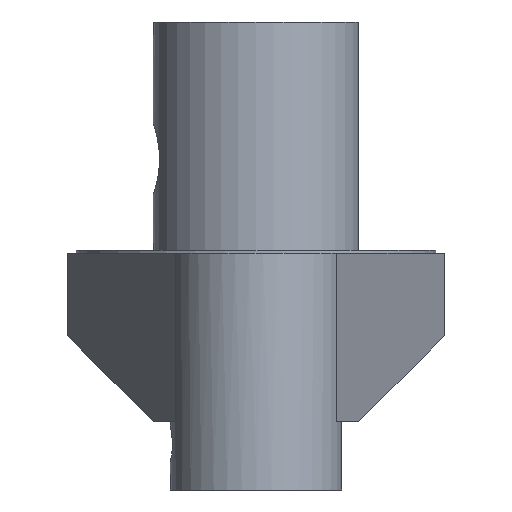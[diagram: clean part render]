
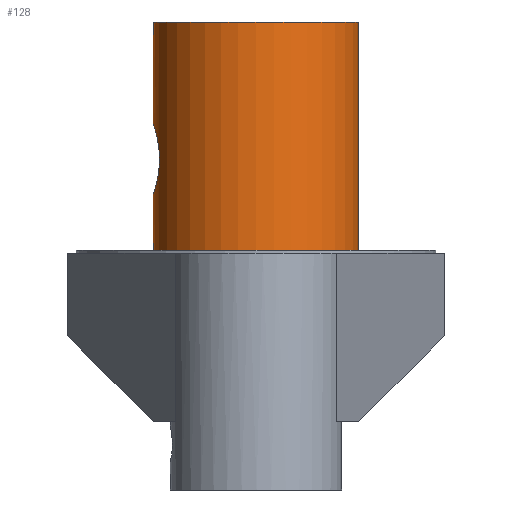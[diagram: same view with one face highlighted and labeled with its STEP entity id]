
A CAD part, left-side view. The second image highlights one B-rep face of the part: STEP entity #128.
In plain terms, the highlighted cylindrical face has radius 18 mm (diameter 36 mm), a full revolution.
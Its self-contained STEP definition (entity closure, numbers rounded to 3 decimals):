
#104=EDGE_CURVE('240[2]',#306,#307,#308,.T.);
#112=EDGE_CURVE('240[2]',#307,#306,#319,.T.);
#118=EDGE_CURVE('240[2]',#329,#329,#330,.T.);
#128=ADVANCED_FACE('240[2]',(#344,#345,#346),#347,.T.);
#245=EDGE_CURVE('240[2]',#509,#509,#510,.T.);
#306=VERTEX_POINT('',#582);
#307=VERTEX_POINT('',#583);
#308=B_SPLINE_CURVE_WITH_KNOTS('',3,(#584,#585,#586,#587,#588,#589,#590,#591,#592,#593,#594,#595,#596,#597,#598,#599,#600,#601,#602,#603,#604,#605,#606,#607,#608,#609,#610,#611,#612,#613,#614,#615,#616,#617,#618),.UNSPECIFIED.,.F.,.F.,(4,2,2,2,2,2,2,2,3,2,2,2,2,2,2,2,4),(28.045,29.214,30.382,31.55,32.719,33.887,35.056,36.225,37.394,38.563,39.732,40.901,42.069,43.238,44.406,45.574,46.742),.UNSPECIFIED.);
#319=B_SPLINE_CURVE_WITH_KNOTS('',3,(#632,#633,#634,#635,#636,#637,#638,#639,#640,#641,#642,#643,#644,#645,#646,#647,#648,#649,#650,#651,#652,#653,#654,#655,#656,#657,#658,#659,#660,#661,#662,#663,#664,#665),.UNSPECIFIED.,.F.,.F.,(4,2,2,2,2,2,2,2,2,2,2,2,2,2,2,2,4),(9.348,10.517,11.685,12.853,14.022,15.19,16.359,17.528,18.697,19.866,21.035,22.204,23.372,24.541,25.709,26.877,28.045),.UNSPECIFIED.);
#329=VERTEX_POINT('',#679);
#330=CIRCLE('',#680,18.0);
#344=FACE_BOUND('',#699,.T.);
#345=FACE_BOUND('',#700,.T.);
#346=FACE_BOUND('',#701,.T.);
#347=CYLINDRICAL_SURFACE('',#702,18.0);
#509=VERTEX_POINT('',#1192);
#510=CIRCLE('',#1193,18.0);
#582=CARTESIAN_POINT('',(0.,18.0,9.85));
#583=CARTESIAN_POINT('',(0.,18.0,22.15));
#584=CARTESIAN_POINT('',(0.,18.0,9.85));
#585=CARTESIAN_POINT('',(0.389,18.0,9.85));
#586=CARTESIAN_POINT('',(0.791,17.987,9.888));
#587=CARTESIAN_POINT('',(1.588,17.934,10.045));
#588=CARTESIAN_POINT('',(1.984,17.894,10.164));
#589=CARTESIAN_POINT('',(2.741,17.794,10.479));
#590=CARTESIAN_POINT('',(3.103,17.734,10.675));
#591=CARTESIAN_POINT('',(3.771,17.604,11.125));
#592=CARTESIAN_POINT('',(4.078,17.534,11.38));
#593=CARTESIAN_POINT('',(4.62,17.399,11.923));
#594=CARTESIAN_POINT('',(4.875,17.329,12.229));
#595=CARTESIAN_POINT('',(5.325,17.196,12.898));
#596=CARTESIAN_POINT('',(5.521,17.133,13.26));
#597=CARTESIAN_POINT('',(5.836,17.029,14.016));
#598=CARTESIAN_POINT('',(5.955,16.987,14.411));
#599=CARTESIAN_POINT('',(6.112,16.931,15.209));
#600=CARTESIAN_POINT('',(6.15,16.917,15.61));
#601=CARTESIAN_POINT('',(6.15,16.917,16.0));
#602=CARTESIAN_POINT('',(6.15,16.917,16.39));
#603=CARTESIAN_POINT('',(6.112,16.931,16.791));
#604=CARTESIAN_POINT('',(5.955,16.987,17.589));
#605=CARTESIAN_POINT('',(5.836,17.029,17.984));
#606=CARTESIAN_POINT('',(5.521,17.133,18.74));
#607=CARTESIAN_POINT('',(5.325,17.196,19.102));
#608=CARTESIAN_POINT('',(4.875,17.329,19.771));
#609=CARTESIAN_POINT('',(4.62,17.399,20.077));
#610=CARTESIAN_POINT('',(4.078,17.534,20.62));
#611=CARTESIAN_POINT('',(3.771,17.604,20.875));
#612=CARTESIAN_POINT('',(3.103,17.734,21.325));
#613=CARTESIAN_POINT('',(2.741,17.794,21.521));
#614=CARTESIAN_POINT('',(1.984,17.894,21.836));
#615=CARTESIAN_POINT('',(1.588,17.934,21.955));
#616=CARTESIAN_POINT('',(0.791,17.987,22.112));
#617=CARTESIAN_POINT('',(0.389,18.0,22.15));
#618=CARTESIAN_POINT('',(0.,18.0,22.15));
#632=CARTESIAN_POINT('',(0.,18.0,22.15));
#633=CARTESIAN_POINT('',(-0.389,18.0,22.15));
#634=CARTESIAN_POINT('',(-0.791,17.987,22.112));
#635=CARTESIAN_POINT('',(-1.588,17.934,21.955));
#636=CARTESIAN_POINT('',(-1.984,17.894,21.836));
#637=CARTESIAN_POINT('',(-2.741,17.794,21.521));
#638=CARTESIAN_POINT('',(-3.103,17.734,21.325));
#639=CARTESIAN_POINT('',(-3.771,17.604,20.875));
#640=CARTESIAN_POINT('',(-4.078,17.534,20.62));
#641=CARTESIAN_POINT('',(-4.62,17.399,20.077));
#642=CARTESIAN_POINT('',(-4.875,17.329,19.771));
#643=CARTESIAN_POINT('',(-5.325,17.196,19.102));
#644=CARTESIAN_POINT('',(-5.521,17.133,18.74));
#645=CARTESIAN_POINT('',(-5.836,17.029,17.984));
#646=CARTESIAN_POINT('',(-5.955,16.987,17.589));
#647=CARTESIAN_POINT('',(-6.112,16.931,16.791));
#648=CARTESIAN_POINT('',(-6.15,16.917,16.39));
#649=CARTESIAN_POINT('',(-6.15,16.917,15.61));
#650=CARTESIAN_POINT('',(-6.112,16.931,15.209));
#651=CARTESIAN_POINT('',(-5.955,16.987,14.411));
#652=CARTESIAN_POINT('',(-5.836,17.029,14.016));
#653=CARTESIAN_POINT('',(-5.521,17.133,13.26));
#654=CARTESIAN_POINT('',(-5.325,17.196,12.898));
#655=CARTESIAN_POINT('',(-4.875,17.329,12.229));
#656=CARTESIAN_POINT('',(-4.62,17.399,11.923));
#657=CARTESIAN_POINT('',(-4.078,17.534,11.38));
#658=CARTESIAN_POINT('',(-3.771,17.604,11.125));
#659=CARTESIAN_POINT('',(-3.103,17.734,10.675));
#660=CARTESIAN_POINT('',(-2.741,17.794,10.479));
#661=CARTESIAN_POINT('',(-1.984,17.894,10.164));
#662=CARTESIAN_POINT('',(-1.588,17.934,10.045));
#663=CARTESIAN_POINT('',(-0.791,17.987,9.888));
#664=CARTESIAN_POINT('',(-0.389,18.0,9.85));
#665=CARTESIAN_POINT('',(0.,18.0,9.85));
#679=CARTESIAN_POINT('',(18.0,0.0,0.0));
#680=AXIS2_PLACEMENT_3D('',#1293,#1294,#1295);
#699=EDGE_LOOP('',(#1309,#1310));
#700=EDGE_LOOP('',(#1311));
#701=EDGE_LOOP('',(#1312));
#702=AXIS2_PLACEMENT_3D('',#1313,#1314,#1315);
#1192=CARTESIAN_POINT('',(18.0,0.0,40.0));
#1193=AXIS2_PLACEMENT_3D('',#1490,#1491,#1492);
#1293=CARTESIAN_POINT('',(0.0,0.0,0.0));
#1294=DIRECTION('',(0.0,0.0,-1.0));
#1295=DIRECTION('',(1.0,0.0,0.0));
#1309=ORIENTED_EDGE('',*,*,#112,.T.);
#1310=ORIENTED_EDGE('',*,*,#104,.T.);
#1311=ORIENTED_EDGE('',*,*,#245,.T.);
#1312=ORIENTED_EDGE('',*,*,#118,.F.);
#1313=CARTESIAN_POINT('',(0.0,0.0,0.0));
#1314=DIRECTION('',(0.0,0.0,-1.0));
#1315=DIRECTION('',(1.0,0.0,0.0));
#1490=CARTESIAN_POINT('',(0.0,0.0,40.0));
#1491=DIRECTION('',(0.0,0.0,-1.0));
#1492=DIRECTION('',(1.0,0.0,0.0));
